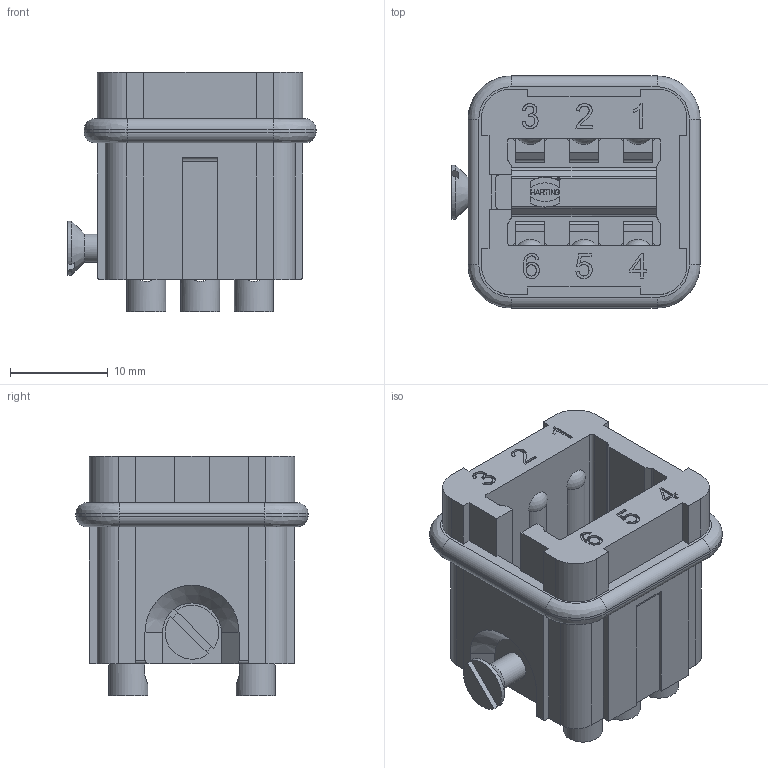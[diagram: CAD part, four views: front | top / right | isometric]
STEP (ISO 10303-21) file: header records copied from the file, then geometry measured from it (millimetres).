
FILE_DESCRIPTION(/* description */ (''),/* implementation_level */ '2;1');
FILE_NAME(/* name */ '100570641ugm000_b.stp',/* time_stamp */ '2019-09-16T10:37:24+02:00',/* author */ (''),/* organization */ (''),/* preprocessor_version */ 'ST-DEVELOPER v16.7',/* originating_system */ 'SIEMENS PLM Software NX 12.0',/* authorisation */ '');
FILE_SCHEMA (('AUTOMOTIVE_DESIGN { 1 0 10303 214 3 1 1 1 }'));
Length unit declared in the file: millimetre
Products named in the file (1): 100570641ugm000_b
Bounding box: 25.35 x 23.7 x 24.5 mm (x, y, z)
Volume: 6081 mm3; surface area: 4487.9 mm2
Topology: 1 solids, 1 shells, 497 faces, 1400 edges, 912 vertices
Faces by surface type: plane 317, cylinder 132, bspline 20, extrusion 16, sphere 6, torus 4, cone 2
Full cylindrical faces by diameter (mm): 0.289 x1, 0.319 x1, 2.39 x6, 2.4 x6, 2.9 x1, 4 x6
Entity records: 21062 total; most frequent: CARTESIAN_POINT 5703, ORIENTED_EDGE 2738, DIRECTION 2377, EDGE_CURVE 1369, VECTOR 925, LINE 909, VERTEX_POINT 906, AXIS2_PLACEMENT_3D 726
